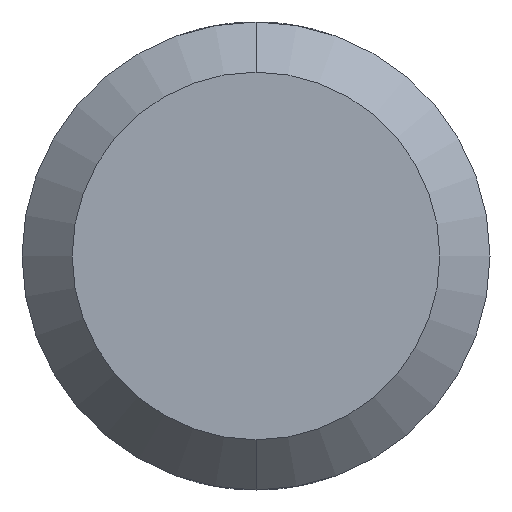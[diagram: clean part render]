
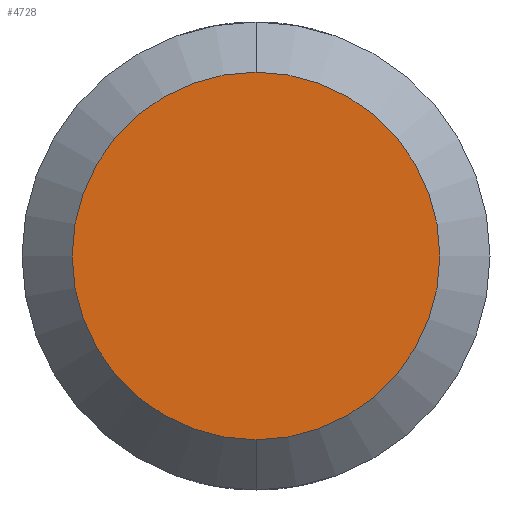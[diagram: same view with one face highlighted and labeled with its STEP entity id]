
A CAD part, front view. The second image highlights one B-rep face of the part: STEP entity #4728.
In plain terms, the highlighted planar face has unit normal (0, -1, 0).
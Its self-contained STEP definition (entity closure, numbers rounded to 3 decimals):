
#48 = EDGE_CURVE ( 'NONE', #1870, #5128, #3170, .T. ) ;
#110 = ORIENTED_EDGE ( 'NONE', *, *, #48, .T. ) ;
#232 = AXIS2_PLACEMENT_3D ( 'NONE', #6550, #6056, #3332 ) ;
#1077 = DIRECTION ( 'NONE',  ( 0., -1., 0. ) ) ;
#1490 = FACE_OUTER_BOUND ( 'NONE', #3040, .T. ) ;
#1687 = AXIS2_PLACEMENT_3D ( 'NONE', #1892, #3554, #5899 ) ;
#1870 = VERTEX_POINT ( 'NONE', #6831 ) ;
#1892 = CARTESIAN_POINT ( 'NONE',  ( 0., 0., 0. ) ) ;
#2695 = DIRECTION ( 'NONE',  ( 0., 0., -1. ) ) ;
#3040 = EDGE_LOOP ( 'NONE', ( #110, #3156 ) ) ;
#3156 = ORIENTED_EDGE ( 'NONE', *, *, #6338, .T. ) ;
#3170 = CIRCLE ( 'NONE', #1687, 11. ) ;
#3332 = DIRECTION ( 'NONE',  ( 0., 0., -1. ) ) ;
#3554 = DIRECTION ( 'NONE',  ( 0., -1., 0. ) ) ;
#4319 = CARTESIAN_POINT ( 'NONE',  ( 11., 0., 0. ) ) ;
#4451 = AXIS2_PLACEMENT_3D ( 'NONE', #4319, #1077, #2695 ) ;
#4728 = ADVANCED_FACE ( 'NONE', ( #1490 ), #6043, .T. ) ;
#5128 = VERTEX_POINT ( 'NONE', #6351 ) ;
#5479 = CIRCLE ( 'NONE', #232, 11. ) ;
#5899 = DIRECTION ( 'NONE',  ( 0., 0., -1. ) ) ;
#6043 = PLANE ( 'NONE',  #4451 ) ;
#6056 = DIRECTION ( 'NONE',  ( 0., -1., 0. ) ) ;
#6338 = EDGE_CURVE ( 'NONE', #5128, #1870, #5479, .T. ) ;
#6351 = CARTESIAN_POINT ( 'NONE',  ( 0., 0., -11. ) ) ;
#6550 = CARTESIAN_POINT ( 'NONE',  ( 0., 0., 0. ) ) ;
#6831 = CARTESIAN_POINT ( 'NONE',  ( 0., 0., 11. ) ) ;
